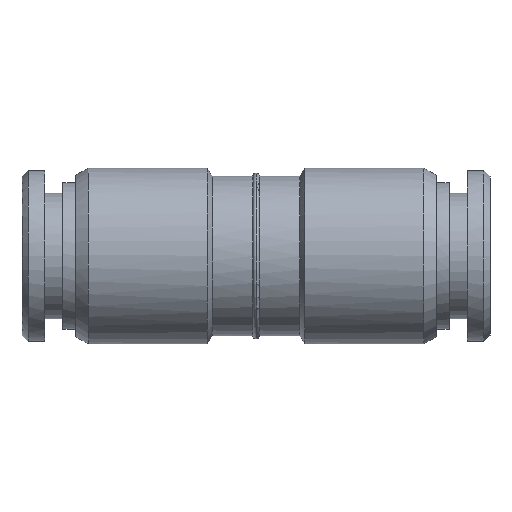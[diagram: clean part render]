
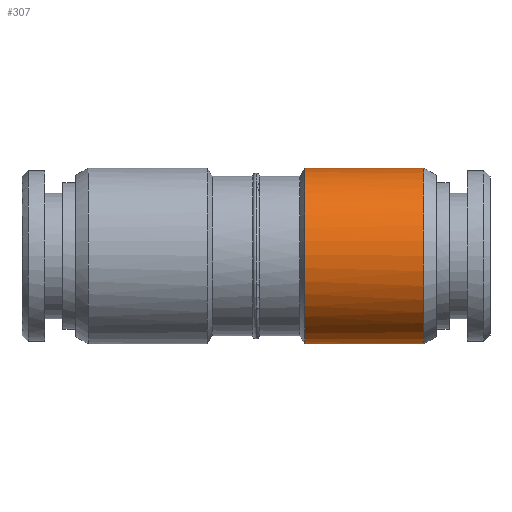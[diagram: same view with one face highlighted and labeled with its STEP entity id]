
A CAD part, top view. The second image highlights one B-rep face of the part: STEP entity #307.
In plain terms, the highlighted cylindrical face has radius 6.9 mm (diameter 13.8 mm), a partial arc.
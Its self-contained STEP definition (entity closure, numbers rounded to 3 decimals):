
#162=CARTESIAN_POINT('Axis2P3D Location',(13.15,0.,0.)) ;
#166=CARTESIAN_POINT('Vertex',(13.15,6.9,0.)) ;
#168=CARTESIAN_POINT('Vertex',(13.15,-6.9,0.)) ;
#265=CARTESIAN_POINT('Axis2P3D Location',(-15.565,0.,0.)) ;
#271=CARTESIAN_POINT('Control Point',(3.825,6.9,0.)) ;
#272=CARTESIAN_POINT('Control Point',(3.825,6.9,1.084)) ;
#273=CARTESIAN_POINT('Control Point',(3.825,6.687,2.168)) ;
#274=CARTESIAN_POINT('Control Point',(3.825,6.261,3.196)) ;
#275=CARTESIAN_POINT('Control Point',(3.825,5.03,5.03)) ;
#276=CARTESIAN_POINT('Control Point',(3.825,3.196,6.261)) ;
#277=CARTESIAN_POINT('Control Point',(3.825,2.168,6.687)) ;
#278=CARTESIAN_POINT('Control Point',(3.825,0.,7.113)) ;
#279=CARTESIAN_POINT('Control Point',(3.825,-2.168,6.687)) ;
#280=CARTESIAN_POINT('Control Point',(3.825,-3.196,6.261)) ;
#281=CARTESIAN_POINT('Control Point',(3.825,-5.03,5.03)) ;
#282=CARTESIAN_POINT('Control Point',(3.825,-6.261,3.196)) ;
#283=CARTESIAN_POINT('Control Point',(3.825,-6.687,2.168)) ;
#284=CARTESIAN_POINT('Control Point',(3.825,-6.9,1.084)) ;
#285=CARTESIAN_POINT('Control Point',(3.825,-6.9,0.)) ;
#286=CARTESIAN_POINT('Vertex',(3.825,6.9,0.)) ;
#288=CARTESIAN_POINT('Vertex',(3.825,-6.9,0.)) ;
#291=CARTESIAN_POINT('Line Origine',(-15.565,-6.9,0.)) ;
#296=CARTESIAN_POINT('Line Origine',(-15.565,6.9,0.)) ;
#163=DIRECTION('Axis2P3D Direction',(-1.,0.,0.)) ;
#266=DIRECTION('Axis2P3D Direction',(1.,0.,0.)) ;
#267=DIRECTION('Axis2P3D XDirection',(0.,1.,0.)) ;
#292=DIRECTION('Vector Direction',(1.,0.,0.)) ;
#297=DIRECTION('Vector Direction',(1.,0.,0.)) ;
#164=AXIS2_PLACEMENT_3D('Circle Axis2P3D',#162,#163,$) ;
#268=AXIS2_PLACEMENT_3D('Cylinder Axis2P3D',#265,#266,#267) ;
#302=ORIENTED_EDGE('',*,*,#290,.T.) ;
#303=ORIENTED_EDGE('',*,*,#295,.F.) ;
#304=ORIENTED_EDGE('',*,*,#170,.F.) ;
#305=ORIENTED_EDGE('',*,*,#300,.T.) ;
#293=VECTOR('Line Direction',#292,1.) ;
#298=VECTOR('Line Direction',#297,1.) ;
#307=ADVANCED_FACE('MANIFOLD_SOLID_BREP #1445',(#306),#269,.T.) ;
#270=B_SPLINE_CURVE_WITH_KNOTS('',5,(#271,#272,#273,#274,#275,#276,#277,#278,#279,#280,#281,#282,#283,#284,#285),.UNSPECIFIED.,.F.,.U.,(6,3,3,3,6),(-10.838,-5.419,0.,5.419,10.838),.UNSPECIFIED.) ;
#165=CIRCLE('generated circle',#164,6.9) ;
#269=CYLINDRICAL_SURFACE('generated cylinder',#268,6.9) ;
#170=EDGE_CURVE('',#167,#169,#165,.F.) ;
#290=EDGE_CURVE('',#287,#289,#270,.T.) ;
#295=EDGE_CURVE('',#169,#289,#294,.F.) ;
#300=EDGE_CURVE('',#167,#287,#299,.F.) ;
#301=EDGE_LOOP('',(#302,#303,#304,#305)) ;
#306=FACE_OUTER_BOUND('',#301,.T.) ;
#294=LINE('Line',#291,#293) ;
#299=LINE('Line',#296,#298) ;
#167=VERTEX_POINT('',#166) ;
#169=VERTEX_POINT('',#168) ;
#287=VERTEX_POINT('',#286) ;
#289=VERTEX_POINT('',#288) ;
